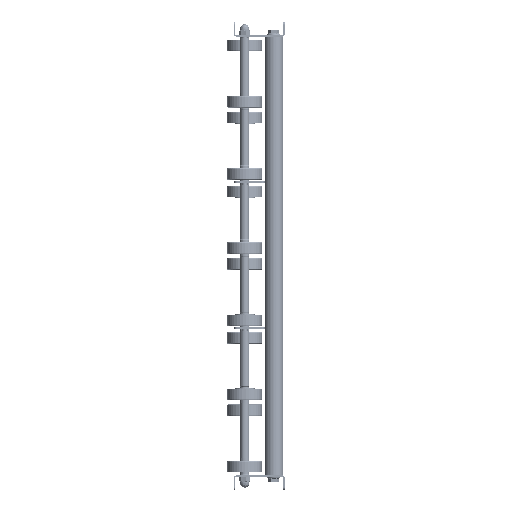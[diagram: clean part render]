
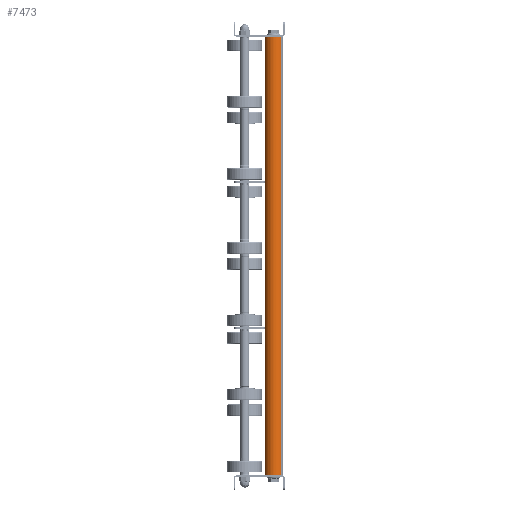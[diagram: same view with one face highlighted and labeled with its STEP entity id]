
A CAD part, left-side view. The second image highlights one B-rep face of the part: STEP entity #7473.
In plain terms, the highlighted cylindrical face has radius 12.5 mm (diameter 25 mm), a partial arc.
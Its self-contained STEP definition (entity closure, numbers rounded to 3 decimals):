
#1051 = FACE_OUTER_BOUND ( 'NONE', #34184, .T. ) ;
#1194 = VERTEX_POINT ( 'NONE', #20822 ) ;
#1356 = LINE ( 'NONE', #12538, #34245 ) ;
#2041 = CARTESIAN_POINT ( 'NONE',  ( 599., 0., -12.5 ) ) ;
#3571 = EDGE_CURVE ( 'NONE', #6897, #17651, #15930, .T. ) ;
#5161 = CARTESIAN_POINT ( 'NONE',  ( 1., 0., 0. ) ) ;
#5986 = AXIS2_PLACEMENT_3D ( 'NONE', #9306, #26735, #26910 ) ;
#6897 = VERTEX_POINT ( 'NONE', #2041 ) ;
#7473 = ADVANCED_FACE ( 'NONE', ( #1051 ), #17919, .T. ) ;
#8285 = DIRECTION ( 'NONE',  ( 1., 0., 0. ) ) ;
#9306 = CARTESIAN_POINT ( 'NONE',  ( 599., 0., 0. ) ) ;
#10183 = DIRECTION ( 'NONE',  ( -1., 0., 0. ) ) ;
#10426 = VERTEX_POINT ( 'NONE', #21003 ) ;
#10761 = ORIENTED_EDGE ( 'NONE', *, *, #29762, .T. ) ;
#11567 = EDGE_CURVE ( 'NONE', #6897, #1194, #18806, .T. ) ;
#12538 = CARTESIAN_POINT ( 'NONE',  ( 600., 0., 12.5 ) ) ;
#13158 = EDGE_CURVE ( 'NONE', #10426, #1194, #20467, .T. ) ;
#15930 = CIRCLE ( 'NONE', #5986, 12.5 ) ;
#16145 = AXIS2_PLACEMENT_3D ( 'NONE', #26354, #28588, #31869 ) ;
#17197 = ORIENTED_EDGE ( 'NONE', *, *, #13158, .T. ) ;
#17651 = VERTEX_POINT ( 'NONE', #21113 ) ;
#17919 = CYLINDRICAL_SURFACE ( 'NONE', #16145, 12.5 ) ;
#18806 = LINE ( 'NONE', #24294, #29668 ) ;
#18916 = DIRECTION ( 'NONE',  ( 0., 0., -1. ) ) ;
#20467 = CIRCLE ( 'NONE', #24546, 12.5 ) ;
#20822 = CARTESIAN_POINT ( 'NONE',  ( 1., 0., -12.5 ) ) ;
#21003 = CARTESIAN_POINT ( 'NONE',  ( 1., 0., 12.5 ) ) ;
#21113 = CARTESIAN_POINT ( 'NONE',  ( 599., 0., 12.5 ) ) ;
#24294 = CARTESIAN_POINT ( 'NONE',  ( 600., 0., -12.5 ) ) ;
#24546 = AXIS2_PLACEMENT_3D ( 'NONE', #5161, #8285, #18916 ) ;
#26354 = CARTESIAN_POINT ( 'NONE',  ( 600., 0., 0. ) ) ;
#26735 = DIRECTION ( 'NONE',  ( -1., 0., 0. ) ) ;
#26910 = DIRECTION ( 'NONE',  ( 0., 0., -1. ) ) ;
#28588 = DIRECTION ( 'NONE',  ( -1., 0., 0. ) ) ;
#29668 = VECTOR ( 'NONE', #10183, 1000. ) ;
#29762 = EDGE_CURVE ( 'NONE', #17651, #10426, #1356, .T. ) ;
#30478 = ORIENTED_EDGE ( 'NONE', *, *, #3571, .T. ) ;
#30636 = ORIENTED_EDGE ( 'NONE', *, *, #11567, .F. ) ;
#31869 = DIRECTION ( 'NONE',  ( 0., 0., 1. ) ) ;
#32711 = DIRECTION ( 'NONE',  ( -1., 0., 0. ) ) ;
#34184 = EDGE_LOOP ( 'NONE', ( #30636, #30478, #10761, #17197 ) ) ;
#34245 = VECTOR ( 'NONE', #32711, 1000. ) ;
